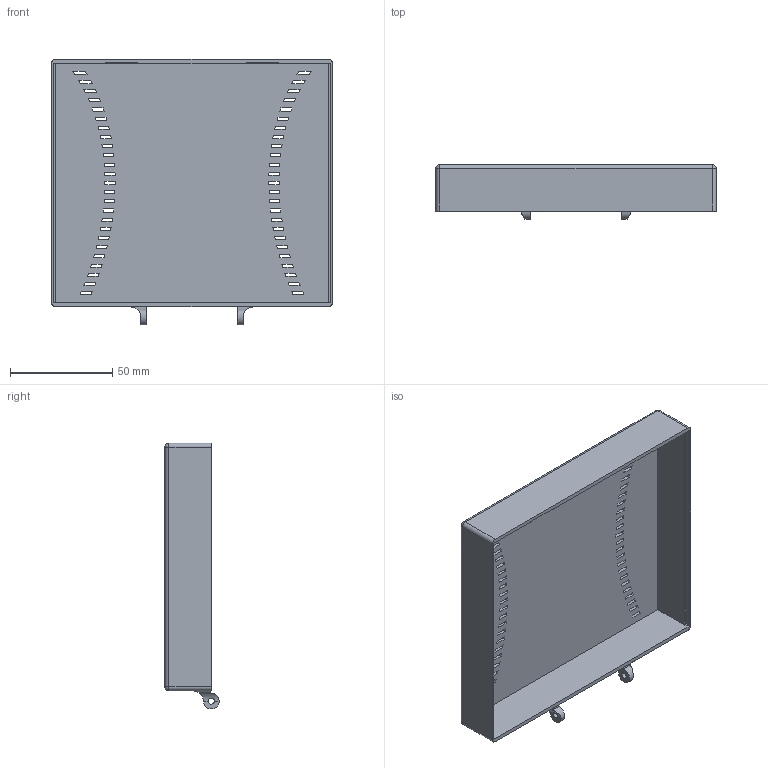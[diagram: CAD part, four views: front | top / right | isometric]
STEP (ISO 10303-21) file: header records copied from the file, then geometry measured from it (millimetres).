
FILE_DESCRIPTION(/* description */ (''),/* implementation_level */ '2;1');
FILE_NAME(/* name */ 'COLOR BOARD BOX (50 slot)-v3.step',/* time_stamp */ '2021-08-27T12:15:58+02:00',/* author */ (''),/* organization */ (''),/* preprocessor_version */ 'ST-DEVELOPER v18.1',/* originating_system */ 'Autodesk Translation Framework v10.10.0.1391',/* authorisation */ '');
FILE_SCHEMA (('AUTOMOTIVE_DESIGN { 1 0 10303 214 3 1 1 }'));
Length unit declared in the file: millimetre
Products named in the file (1): COLOR BOARD BOX
Bounding box: 137.5 x 26.6 x 130.35 mm (x, y, z)
Volume: 52138.6 mm3; surface area: 56733.5 mm2
Topology: 1 solids, 1 shells, 652 faces, 1828 edges, 1214 vertices
Faces by surface type: plane 340, bspline 290, cylinder 18, sphere 4
Entity records: 23777 total; most frequent: CARTESIAN_POINT 8801, ORIENTED_EDGE 3656, DIRECTION 2006, EDGE_CURVE 1828, VERTEX_POINT 1214, LINE 1208, VECTOR 1208, EDGE_LOOP 792
